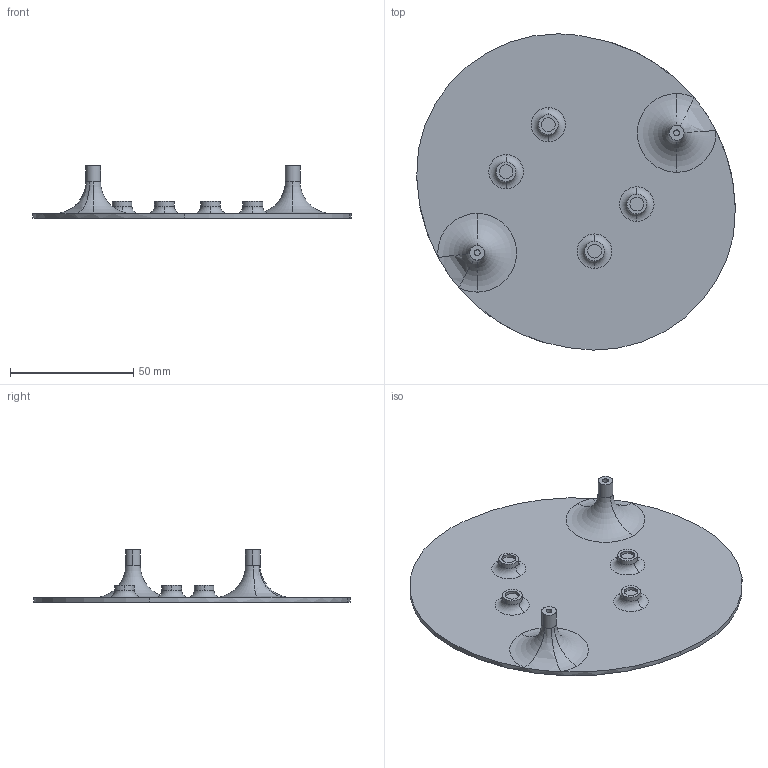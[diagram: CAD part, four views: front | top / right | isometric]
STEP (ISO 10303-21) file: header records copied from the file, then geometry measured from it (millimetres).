
FILE_DESCRIPTION (( 'STEP AP214' ), '1' );
FILE_NAME ('battery_lid_v5.STEP', '2019-10-27T16:24:49', ( '' ), ( '' ), 'SwSTEP 2.0', 'SolidWorks 2017', '' );
FILE_SCHEMA (( 'AUTOMOTIVE_DESIGN' ));
Length unit declared in the file: millimetre
Products named in the file (1): battery_lid_v5
Bounding box: 129.43 x 128.52 x 21.38 mm (x, y, z)
Volume: 29130.2 mm3; surface area: 28227.7 mm2
Topology: 1 solids, 1 shells, 59 faces, 137 edges, 90 vertices
Faces by surface type: cylinder 29, torus 14, plane 14, bspline 2
Entity records: 1909 total; most frequent: CARTESIAN_POINT 429, DIRECTION 357, ORIENTED_EDGE 274, AXIS2_PLACEMENT_3D 164, EDGE_CURVE 137, CIRCLE 106, VERTEX_POINT 90, EDGE_LOOP 69
